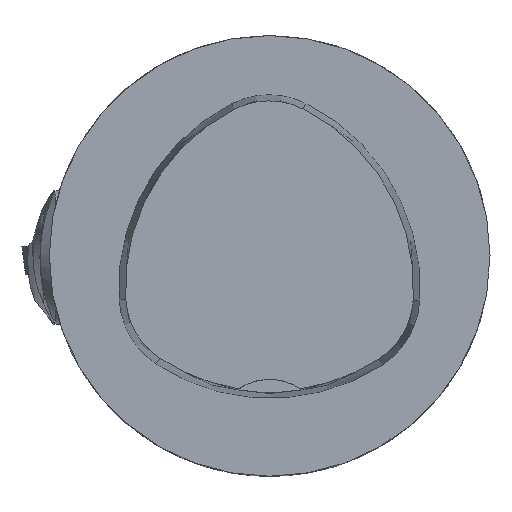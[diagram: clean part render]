
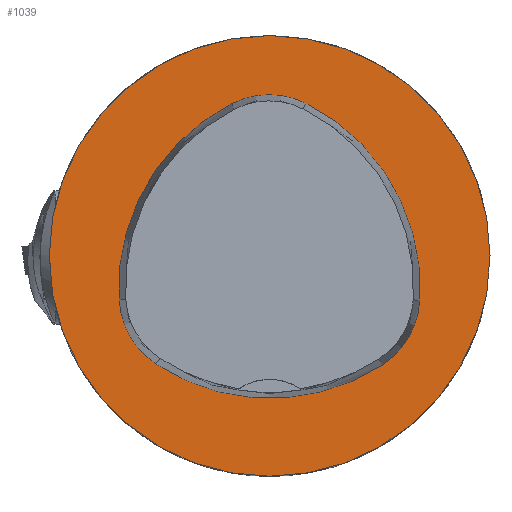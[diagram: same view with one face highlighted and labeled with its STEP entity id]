
A CAD part, top view. The second image highlights one B-rep face of the part: STEP entity #1039.
In plain terms, the highlighted planar face has unit normal (0, 0, 1).
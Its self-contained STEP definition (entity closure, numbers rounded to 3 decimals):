
#329=FACE_BOUND('',#2140,.T.);
#330=FACE_BOUND('',#2141,.T.);
#565=CIRCLE('',#7970,16.);
#566=CIRCLE('',#7976,15.);
#568=CIRCLE('',#7979,6.);
#570=CIRCLE('',#7982,15.);
#572=CIRCLE('',#7985,6.);
#576=CIRCLE('',#7990,15.);
#578=CIRCLE('',#7993,6.);
#1039=ADVANCED_FACE('',(#329,#330),#1354,.T.);
#1354=PLANE('',#7998);
#2140=EDGE_LOOP('',(#4121,#4122,#4123,#4124,#4125,#4126));
#2141=EDGE_LOOP('',(#4127));
#4121=ORIENTED_EDGE('',*,*,#5839,.T.);
#4122=ORIENTED_EDGE('',*,*,#5819,.T.);
#4123=ORIENTED_EDGE('',*,*,#5823,.T.);
#4124=ORIENTED_EDGE('',*,*,#5826,.T.);
#4125=ORIENTED_EDGE('',*,*,#5829,.T.);
#4126=ORIENTED_EDGE('',*,*,#5837,.T.);
#4127=ORIENTED_EDGE('',*,*,#5810,.F.);
#4821=VERTEX_POINT('',#12633);
#4830=VERTEX_POINT('',#12652);
#4831=VERTEX_POINT('',#12653);
#4834=VERTEX_POINT('',#12661);
#4836=VERTEX_POINT('',#12667);
#4838=VERTEX_POINT('',#12673);
#4845=VERTEX_POINT('',#12694);
#5810=EDGE_CURVE('',#4821,#4821,#565,.T.);
#5819=EDGE_CURVE('',#4830,#4831,#566,.T.);
#5823=EDGE_CURVE('',#4831,#4834,#568,.T.);
#5826=EDGE_CURVE('',#4834,#4836,#570,.T.);
#5829=EDGE_CURVE('',#4836,#4838,#572,.T.);
#5837=EDGE_CURVE('',#4838,#4845,#576,.T.);
#5839=EDGE_CURVE('',#4845,#4830,#578,.T.);
#7970=AXIS2_PLACEMENT_3D('',#12632,#9920,#9921);
#7976=AXIS2_PLACEMENT_3D('',#12651,#9936,#9937);
#7979=AXIS2_PLACEMENT_3D('',#12660,#9944,#9945);
#7982=AXIS2_PLACEMENT_3D('',#12666,#9951,#9952);
#7985=AXIS2_PLACEMENT_3D('',#12672,#9958,#9959);
#7990=AXIS2_PLACEMENT_3D('',#12695,#9970,#9971);
#7993=AXIS2_PLACEMENT_3D('',#12698,#9976,#9977);
#7998=AXIS2_PLACEMENT_3D('',#12703,#9986,#9987);
#9920=DIRECTION('',(0.,0.,-1.));
#9921=DIRECTION('',(-1.,0.,0.));
#9936=DIRECTION('',(0.,0.,-1.));
#9937=DIRECTION('',(-1.,0.,0.));
#9944=DIRECTION('',(0.,0.,-1.));
#9945=DIRECTION('',(-1.,0.,0.));
#9951=DIRECTION('',(0.,0.,-1.));
#9952=DIRECTION('',(-1.,0.,0.));
#9958=DIRECTION('',(0.,0.,-1.));
#9959=DIRECTION('',(-1.,0.,0.));
#9970=DIRECTION('',(0.,0.,-1.));
#9971=DIRECTION('',(-1.,0.,0.));
#9976=DIRECTION('',(0.,0.,-1.));
#9977=DIRECTION('',(-1.,0.,0.));
#9986=DIRECTION('',(0.,0.,1.));
#9987=DIRECTION('',(1.,0.,0.));
#12632=CARTESIAN_POINT('',(0.,0.,0.));
#12633=CARTESIAN_POINT('',(-16.,0.,0.));
#12651=CARTESIAN_POINT('',(4.048,-2.316,0.));
#12652=CARTESIAN_POINT('',(-10.926,-3.206,0.));
#12653=CARTESIAN_POINT('',(-2.774,11.043,0.));
#12660=CARTESIAN_POINT('',(-0.045,5.7,0.));
#12661=CARTESIAN_POINT('',(2.638,11.066,0.));
#12666=CARTESIAN_POINT('',(-4.07,-2.35,0.));
#12667=CARTESIAN_POINT('',(10.903,-3.249,0.));
#12672=CARTESIAN_POINT('',(4.914,-2.889,0.));
#12673=CARTESIAN_POINT('',(8.177,-7.924,0.));
#12694=CARTESIAN_POINT('',(-8.24,-7.859,0.));
#12695=CARTESIAN_POINT('',(0.019,4.663,0.));
#12698=CARTESIAN_POINT('',(-4.936,-2.85,0.));
#12703=CARTESIAN_POINT('',(0.,0.,0.));
